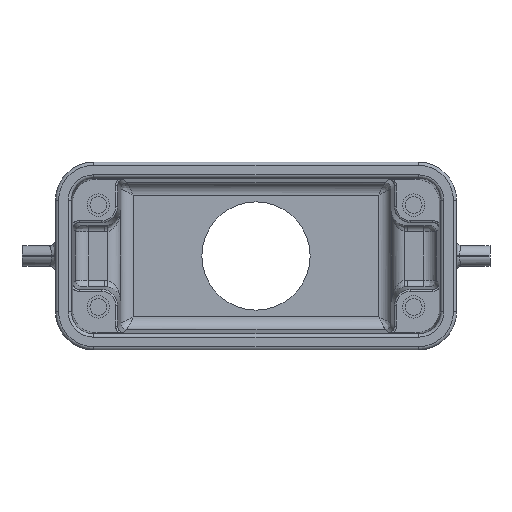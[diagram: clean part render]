
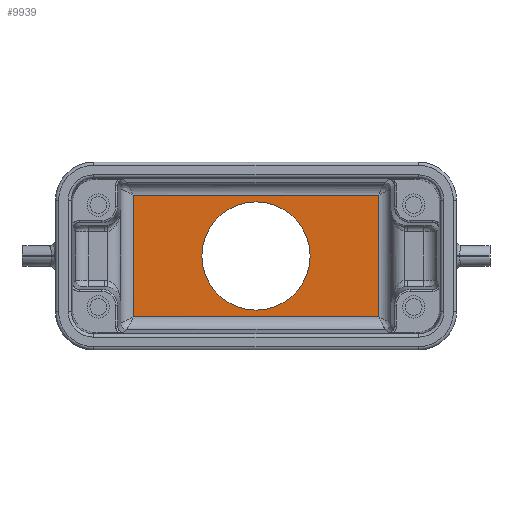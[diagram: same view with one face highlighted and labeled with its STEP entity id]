
A CAD part, front view. The second image highlights one B-rep face of the part: STEP entity #9939.
In plain terms, the highlighted planar face has unit normal (0, -1, 0).
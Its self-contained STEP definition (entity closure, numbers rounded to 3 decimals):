
#1469=CARTESIAN_POINT('',(19.261,42.,-9.551));
#1475=DIRECTION('',(0.,0.,-1.));
#1476=VECTOR('',#1475,19.103);
#1477=CARTESIAN_POINT('',(19.261,42.,9.551));
#1478=LINE('',#1477,#1476);
#1510=DIRECTION('',(-1.,0.,0.));
#1511=VECTOR('',#1510,38.522);
#1512=CARTESIAN_POINT('',(19.261,42.,-9.551));
#1513=LINE('',#1512,#1511);
#1698=DIRECTION('',(1.,0.,0.));
#1699=VECTOR('',#1698,38.522);
#1700=CARTESIAN_POINT('',(-19.261,42.,9.551));
#1701=LINE('',#1700,#1699);
#1702=CARTESIAN_POINT('',(0.,42.,0.));
#1703=DIRECTION('',(0.,1.,0.));
#1704=DIRECTION('',(0.,0.,-1.));
#1705=AXIS2_PLACEMENT_3D('',#1702,#1703,#1704);
#1707=CARTESIAN_POINT('',(0.,42.,0.));
#1708=DIRECTION('',(0.,1.,0.));
#1709=DIRECTION('',(0.,0.,1.));
#1710=AXIS2_PLACEMENT_3D('',#1707,#1708,#1709);
#1722=DIRECTION('',(0.,0.,1.));
#1723=VECTOR('',#1722,19.103);
#1724=CARTESIAN_POINT('',(-19.261,42.,-9.551));
#1725=LINE('',#1724,#1723);
#6271=CARTESIAN_POINT('',(0.,42.,-8.5));
#6272=VERTEX_POINT('',#6271);
#6273=CARTESIAN_POINT('',(0.,42.,8.5));
#6274=VERTEX_POINT('',#6273);
#6562=CARTESIAN_POINT('',(-19.261,42.,-9.551));
#6563=CARTESIAN_POINT('',(-19.261,42.,9.551));
#6564=VERTEX_POINT('',#6562);
#6565=VERTEX_POINT('',#6563);
#6567=CARTESIAN_POINT('',(19.261,42.,9.551));
#6568=VERTEX_POINT('',#6567);
#6575=VERTEX_POINT('',#1469);
#9921=CARTESIAN_POINT('',(0.,42.,0.));
#9922=DIRECTION('',(0.,-1.,0.));
#9923=DIRECTION('',(0.,0.,-1.));
#9924=AXIS2_PLACEMENT_3D('',#9921,#9922,#9923);
#9925=PLANE('',#9924);
#9926=ORIENTED_EDGE('',*,*,#9462,.T.);
#9928=ORIENTED_EDGE('',*,*,#9927,.T.);
#9929=ORIENTED_EDGE('',*,*,#9916,.T.);
#9930=ORIENTED_EDGE('',*,*,#9383,.T.);
#9931=EDGE_LOOP('',(#9926,#9928,#9929,#9930));
#9932=FACE_OUTER_BOUND('',#9931,.F.);
#9934=ORIENTED_EDGE('',*,*,#9933,.F.);
#9936=ORIENTED_EDGE('',*,*,#9935,.F.);
#9937=EDGE_LOOP('',(#9934,#9936));
#9938=FACE_BOUND('',#9937,.F.);
#9939=ADVANCED_FACE('',(#9932,#9938),#9925,.T.);
#1706=CIRCLE('',#1705,8.5);
#1711=CIRCLE('',#1710,8.5);
#9383=EDGE_CURVE('',#6568,#6575,#1478,.T.);
#9462=EDGE_CURVE('',#6575,#6564,#1513,.T.);
#9916=EDGE_CURVE('',#6565,#6568,#1701,.T.);
#9927=EDGE_CURVE('',#6564,#6565,#1725,.T.);
#9933=EDGE_CURVE('',#6272,#6274,#1706,.T.);
#9935=EDGE_CURVE('',#6274,#6272,#1711,.T.);
